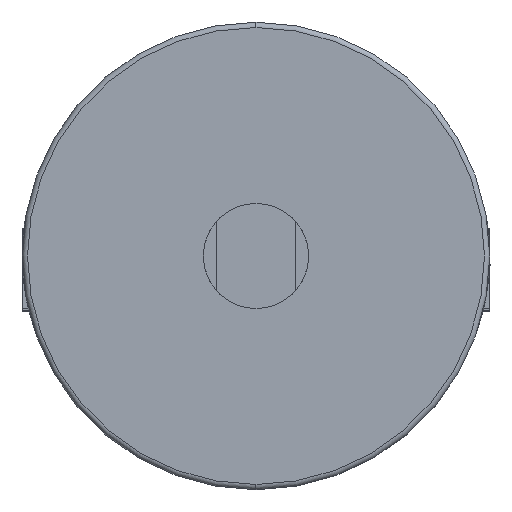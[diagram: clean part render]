
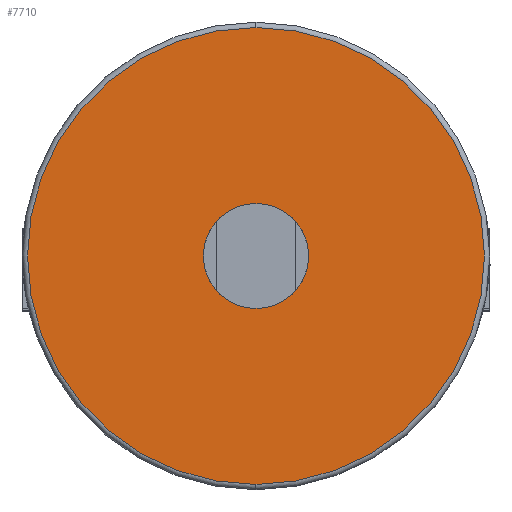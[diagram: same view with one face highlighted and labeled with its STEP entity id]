
A CAD part, left-side view. The second image highlights one B-rep face of the part: STEP entity #7710.
In plain terms, the highlighted planar face has unit normal (-1, 0, 0).
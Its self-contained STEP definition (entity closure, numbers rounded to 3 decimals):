
#57 = DIRECTION ( 'NONE',  ( -1., 0., 0. ) ) ;
#358 = EDGE_CURVE ( 'NONE', #6453, #11789, #9711, .T. ) ;
#1220 = DIRECTION ( 'NONE',  ( -1., 0., 0. ) ) ;
#1275 = DIRECTION ( 'NONE',  ( -1., 0., 0. ) ) ;
#1556 = CIRCLE ( 'NONE', #10284, 43.5 ) ;
#2985 = CARTESIAN_POINT ( 'NONE',  ( -82.5, 0., -10. ) ) ;
#3892 = DIRECTION ( 'NONE',  ( -1., 0., 0. ) ) ;
#3945 = CARTESIAN_POINT ( 'NONE',  ( -82.5, 0., 0. ) ) ;
#4158 = DIRECTION ( 'NONE',  ( 0., 0., 1. ) ) ;
#4527 = CARTESIAN_POINT ( 'NONE',  ( -82.5, 0., 43.5 ) ) ;
#5301 = ORIENTED_EDGE ( 'NONE', *, *, #358, .F. ) ;
#5306 = AXIS2_PLACEMENT_3D ( 'NONE', #3945, #3892, #10871 ) ;
#5562 = AXIS2_PLACEMENT_3D ( 'NONE', #8211, #1220, #9378 ) ;
#6453 = VERTEX_POINT ( 'NONE', #2985 ) ;
#6642 = ORIENTED_EDGE ( 'NONE', *, *, #10709, .T. ) ;
#6740 = CARTESIAN_POINT ( 'NONE',  ( -82.5, 0., -43.5 ) ) ;
#6822 = ORIENTED_EDGE ( 'NONE', *, *, #9786, .T. ) ;
#7107 = CARTESIAN_POINT ( 'NONE',  ( -82.5, 0., 0. ) ) ;
#7418 = EDGE_LOOP ( 'NONE', ( #6642, #6822 ) ) ;
#7544 = PLANE ( 'NONE',  #11713 ) ;
#7710 = ADVANCED_FACE ( 'NONE', ( #14855, #8716 ), #7544, .T. ) ;
#7943 = ORIENTED_EDGE ( 'NONE', *, *, #12964, .F. ) ;
#8211 = CARTESIAN_POINT ( 'NONE',  ( -82.5, 0., 0. ) ) ;
#8239 = DIRECTION ( 'NONE',  ( 0., 0., 1. ) ) ;
#8267 = CARTESIAN_POINT ( 'NONE',  ( -82.5, 0., 0. ) ) ;
#8405 = EDGE_LOOP ( 'NONE', ( #5301, #7943 ) ) ;
#8716 = FACE_BOUND ( 'NONE', #8405, .T. ) ;
#9378 = DIRECTION ( 'NONE',  ( 0., 0., 1. ) ) ;
#9436 = DIRECTION ( 'NONE',  ( 0., 0., 1. ) ) ;
#9546 = CIRCLE ( 'NONE', #5562, 43.5 ) ;
#9711 = CIRCLE ( 'NONE', #5306, 10. ) ;
#9786 = EDGE_CURVE ( 'NONE', #12400, #13357, #1556, .T. ) ;
#9907 = CARTESIAN_POINT ( 'NONE',  ( -82.5, 44.5, 0. ) ) ;
#10284 = AXIS2_PLACEMENT_3D ( 'NONE', #7107, #57, #8239 ) ;
#10709 = EDGE_CURVE ( 'NONE', #13357, #12400, #9546, .T. ) ;
#10871 = DIRECTION ( 'NONE',  ( 0., 0., 1. ) ) ;
#11071 = DIRECTION ( 'NONE',  ( -1., 0., 0. ) ) ;
#11713 = AXIS2_PLACEMENT_3D ( 'NONE', #9907, #11071, #4158 ) ;
#11789 = VERTEX_POINT ( 'NONE', #14675 ) ;
#12137 = CIRCLE ( 'NONE', #12365, 10. ) ;
#12365 = AXIS2_PLACEMENT_3D ( 'NONE', #8267, #1275, #9436 ) ;
#12400 = VERTEX_POINT ( 'NONE', #6740 ) ;
#12964 = EDGE_CURVE ( 'NONE', #11789, #6453, #12137, .T. ) ;
#13357 = VERTEX_POINT ( 'NONE', #4527 ) ;
#14675 = CARTESIAN_POINT ( 'NONE',  ( -82.5, 0., 10. ) ) ;
#14855 = FACE_OUTER_BOUND ( 'NONE', #7418, .T. ) ;
